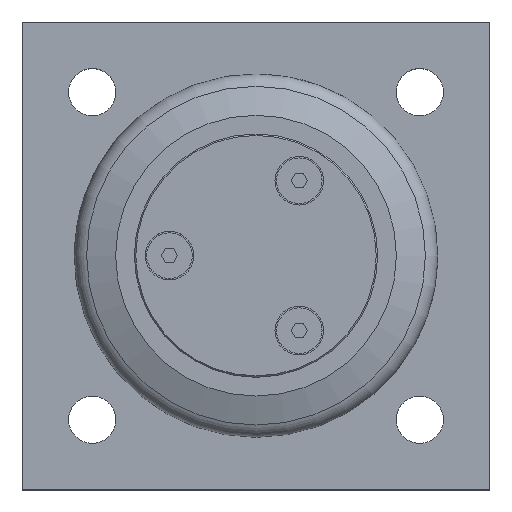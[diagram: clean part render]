
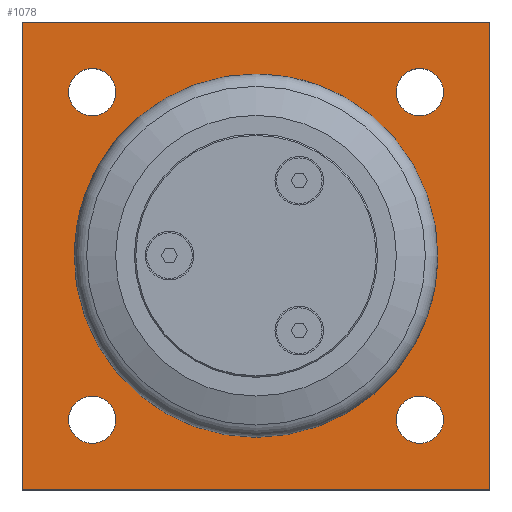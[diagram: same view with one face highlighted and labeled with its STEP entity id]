
A CAD part, top view. The second image highlights one B-rep face of the part: STEP entity #1078.
In plain terms, the highlighted planar face has unit normal (0, 0, 1).
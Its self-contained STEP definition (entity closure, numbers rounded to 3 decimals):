
#36=FACE_BOUND('',#249,.T.);
#37=FACE_BOUND('',#250,.T.);
#38=FACE_BOUND('',#251,.T.);
#39=FACE_BOUND('',#252,.T.);
#40=FACE_BOUND('',#253,.T.);
#88=CIRCLE('',#1199,26.5);
#93=CIRCLE('',#1207,5.053);
#94=CIRCLE('',#1208,5.053);
#95=CIRCLE('',#1209,5.053);
#96=CIRCLE('',#1210,5.053);
#97=CIRCLE('',#1211,5.053);
#98=CIRCLE('',#1212,5.053);
#99=CIRCLE('',#1213,5.053);
#100=CIRCLE('',#1214,5.053);
#173=FACE_OUTER_BOUND('',#248,.T.);
#248=EDGE_LOOP('',(#920,#921,#922,#923));
#249=EDGE_LOOP('',(#924,#925));
#250=EDGE_LOOP('',(#926,#927));
#251=EDGE_LOOP('',(#928,#929));
#252=EDGE_LOOP('',(#930,#931));
#253=EDGE_LOOP('',(#932));
#338=LINE('',#1842,#424);
#339=LINE('',#1844,#425);
#340=LINE('',#1846,#426);
#341=LINE('',#1847,#427);
#424=VECTOR('',#1497,10.);
#425=VECTOR('',#1498,10.);
#426=VECTOR('',#1499,10.);
#427=VECTOR('',#1500,10.);
#517=VERTEX_POINT('',#1825);
#522=VERTEX_POINT('',#1840);
#523=VERTEX_POINT('',#1841);
#524=VERTEX_POINT('',#1843);
#525=VERTEX_POINT('',#1845);
#526=VERTEX_POINT('',#1848);
#527=VERTEX_POINT('',#1849);
#528=VERTEX_POINT('',#1852);
#529=VERTEX_POINT('',#1853);
#530=VERTEX_POINT('',#1856);
#531=VERTEX_POINT('',#1857);
#532=VERTEX_POINT('',#1860);
#533=VERTEX_POINT('',#1861);
#654=EDGE_CURVE('',#517,#517,#88,.T.);
#660=EDGE_CURVE('',#522,#523,#338,.T.);
#661=EDGE_CURVE('',#524,#522,#339,.T.);
#662=EDGE_CURVE('',#525,#524,#340,.T.);
#663=EDGE_CURVE('',#523,#525,#341,.T.);
#664=EDGE_CURVE('',#526,#527,#93,.T.);
#665=EDGE_CURVE('',#527,#526,#94,.T.);
#666=EDGE_CURVE('',#528,#529,#95,.T.);
#667=EDGE_CURVE('',#529,#528,#96,.T.);
#668=EDGE_CURVE('',#530,#531,#97,.T.);
#669=EDGE_CURVE('',#531,#530,#98,.T.);
#670=EDGE_CURVE('',#532,#533,#99,.T.);
#671=EDGE_CURVE('',#533,#532,#100,.T.);
#920=ORIENTED_EDGE('',*,*,#660,.F.);
#921=ORIENTED_EDGE('',*,*,#661,.F.);
#922=ORIENTED_EDGE('',*,*,#662,.F.);
#923=ORIENTED_EDGE('',*,*,#663,.F.);
#924=ORIENTED_EDGE('',*,*,#664,.T.);
#925=ORIENTED_EDGE('',*,*,#665,.T.);
#926=ORIENTED_EDGE('',*,*,#666,.T.);
#927=ORIENTED_EDGE('',*,*,#667,.T.);
#928=ORIENTED_EDGE('',*,*,#668,.T.);
#929=ORIENTED_EDGE('',*,*,#669,.T.);
#930=ORIENTED_EDGE('',*,*,#670,.T.);
#931=ORIENTED_EDGE('',*,*,#671,.T.);
#932=ORIENTED_EDGE('',*,*,#654,.T.);
#1022=PLANE('',#1206);
#1078=ADVANCED_FACE('',(#173,#36,#37,#38,#39,#40),#1022,.T.);
#1199=AXIS2_PLACEMENT_3D('',#1827,#1480,#1481);
#1206=AXIS2_PLACEMENT_3D('',#1839,#1495,#1496);
#1207=AXIS2_PLACEMENT_3D('',#1850,#1501,#1502);
#1208=AXIS2_PLACEMENT_3D('',#1851,#1503,#1504);
#1209=AXIS2_PLACEMENT_3D('',#1854,#1505,#1506);
#1210=AXIS2_PLACEMENT_3D('',#1855,#1507,#1508);
#1211=AXIS2_PLACEMENT_3D('',#1858,#1509,#1510);
#1212=AXIS2_PLACEMENT_3D('',#1859,#1511,#1512);
#1213=AXIS2_PLACEMENT_3D('',#1862,#1513,#1514);
#1214=AXIS2_PLACEMENT_3D('',#1863,#1515,#1516);
#1480=DIRECTION('center_axis',(0.,0.,-1.));
#1481=DIRECTION('ref_axis',(0.,1.,0.));
#1495=DIRECTION('center_axis',(0.,0.,1.));
#1496=DIRECTION('ref_axis',(1.,0.,0.));
#1497=DIRECTION('',(0.,1.,0.));
#1498=DIRECTION('',(-1.,0.,0.));
#1499=DIRECTION('',(0.,-1.,0.));
#1500=DIRECTION('',(1.,0.,0.));
#1501=DIRECTION('center_axis',(0.,0.,-1.));
#1502=DIRECTION('ref_axis',(1.,0.,0.));
#1503=DIRECTION('center_axis',(0.,0.,-1.));
#1504=DIRECTION('ref_axis',(1.,0.,0.));
#1505=DIRECTION('center_axis',(0.,0.,-1.));
#1506=DIRECTION('ref_axis',(1.,0.,0.));
#1507=DIRECTION('center_axis',(0.,0.,-1.));
#1508=DIRECTION('ref_axis',(1.,0.,0.));
#1509=DIRECTION('center_axis',(0.,0.,-1.));
#1510=DIRECTION('ref_axis',(1.,0.,0.));
#1511=DIRECTION('center_axis',(0.,0.,-1.));
#1512=DIRECTION('ref_axis',(1.,0.,0.));
#1513=DIRECTION('center_axis',(0.,0.,-1.));
#1514=DIRECTION('ref_axis',(1.,0.,0.));
#1515=DIRECTION('center_axis',(0.,0.,-1.));
#1516=DIRECTION('ref_axis',(1.,0.,0.));
#1825=CARTESIAN_POINT('',(50.,23.5,15.));
#1827=CARTESIAN_POINT('Origin',(50.,50.,15.));
#1839=CARTESIAN_POINT('Origin',(50.,50.,15.));
#1840=CARTESIAN_POINT('',(0.,0.,15.));
#1841=CARTESIAN_POINT('',(0.,100.,15.));
#1842=CARTESIAN_POINT('',(0.,100.,15.));
#1843=CARTESIAN_POINT('',(100.,0.,15.));
#1844=CARTESIAN_POINT('',(0.,0.,15.));
#1845=CARTESIAN_POINT('',(100.,100.,15.));
#1846=CARTESIAN_POINT('',(100.,0.,15.));
#1847=CARTESIAN_POINT('',(100.,100.,15.));
#1848=CARTESIAN_POINT('',(20.053,85.,15.));
#1849=CARTESIAN_POINT('',(9.947,85.,15.));
#1850=CARTESIAN_POINT('Origin',(15.,85.,15.));
#1851=CARTESIAN_POINT('Origin',(15.,85.,15.));
#1852=CARTESIAN_POINT('',(90.053,85.,15.));
#1853=CARTESIAN_POINT('',(79.947,85.,15.));
#1854=CARTESIAN_POINT('Origin',(85.,85.,15.));
#1855=CARTESIAN_POINT('Origin',(85.,85.,15.));
#1856=CARTESIAN_POINT('',(90.053,15.,15.));
#1857=CARTESIAN_POINT('',(79.947,15.,15.));
#1858=CARTESIAN_POINT('Origin',(85.,15.,15.));
#1859=CARTESIAN_POINT('Origin',(85.,15.,15.));
#1860=CARTESIAN_POINT('',(20.053,15.,15.));
#1861=CARTESIAN_POINT('',(9.947,15.,15.));
#1862=CARTESIAN_POINT('Origin',(15.,15.,15.));
#1863=CARTESIAN_POINT('Origin',(15.,15.,15.));
